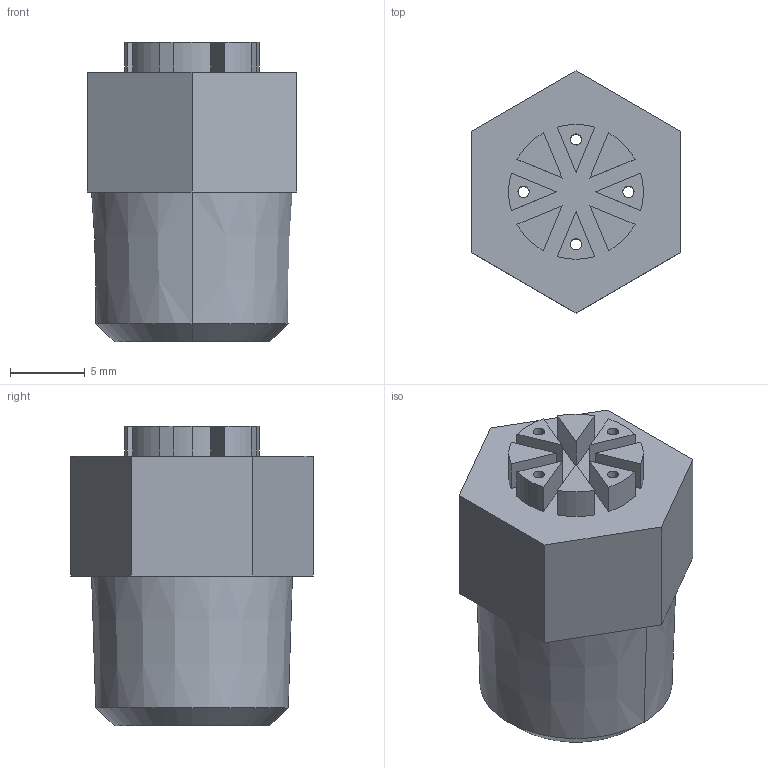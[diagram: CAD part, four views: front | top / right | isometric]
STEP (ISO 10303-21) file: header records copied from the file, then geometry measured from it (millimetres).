
FILE_DESCRIPTION (( 'STEP AP214' ), '1' );
FILE_NAME ('KNS-R02-075-4.STEP', '2018-05-24T02:13:29', ( 'SONIC' ), ( 'UNITCOM PC' ), 'SwSTEP 2.0', 'SolidWorks 2015', '' );
FILE_SCHEMA (( 'AUTOMOTIVE_DESIGN' ));
Length unit declared in the file: millimetre
Products named in the file (1): KNS-R02-075-4
Bounding box: 14 x 16.17 x 20 mm (x, y, z)
Volume: 2706.5 mm3; surface area: 1426.6 mm2
Topology: 1 solids, 1 shells, 54 faces, 127 edges, 84 vertices
Faces by surface type: plane 33, cylinder 17, cone 4
Entity records: 1605 total; most frequent: DIRECTION 277, CARTESIAN_POINT 266, ORIENTED_EDGE 254, EDGE_CURVE 127, AXIS2_PLACEMENT_3D 95, LINE 87, VECTOR 87, VERTEX_POINT 84
